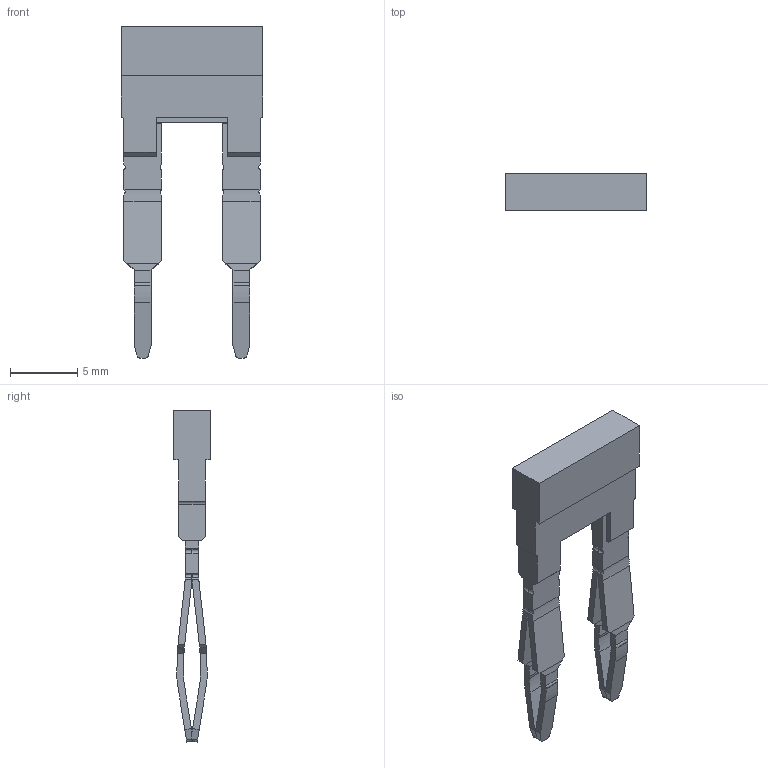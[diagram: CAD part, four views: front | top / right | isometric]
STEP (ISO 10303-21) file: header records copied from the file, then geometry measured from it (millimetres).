
FILE_DESCRIPTION(('CATIA V5 STEP Exchange','CAx-IF Rec.Pracs.--- Model Styling and Organization---1.4--- 2014-01-23'),'2;1');
FILE_NAME ('1175000-4_0_2709710000_2709710000.stp','2020-10-21T07:58:01+00:00',('none'),('Weidmueller'),'CATIA Version 5-6 Release 2016 SP3 HF44','CATIA V5 STEP AP214','none');
FILE_SCHEMA(('AUTOMOTIVE_DESIGN { 1 0 10303 214 1 1 1 1 }'));
Length unit declared in the file: millimetre
Products named in the file (1): 2709710000
Bounding box: 10.55 x 2.8 x 24.72 mm (x, y, z)
Volume: 285.1 mm3; surface area: 807.8 mm2
Topology: 2 solids, 2 shells, 238 faces, 682 edges, 442 vertices
Faces by surface type: plane 160, cylinder 54, bspline 24
Entity records: 7795 total; most frequent: CARTESIAN_POINT 2104, ORIENTED_EDGE 1364, DIRECTION 866, EDGE_CURVE 682, VECTOR 480, LINE 480, VERTEX_POINT 442, EDGE_LOOP 244
